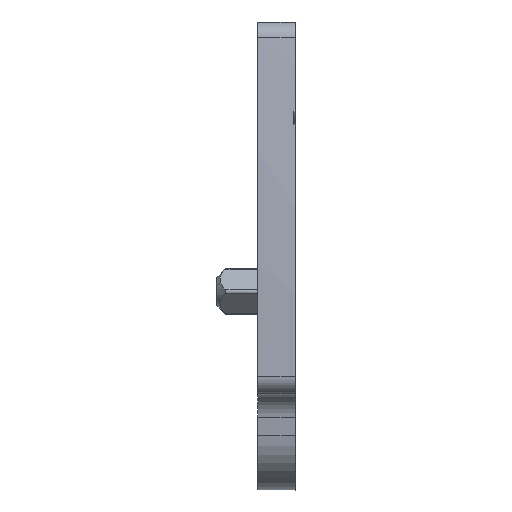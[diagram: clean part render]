
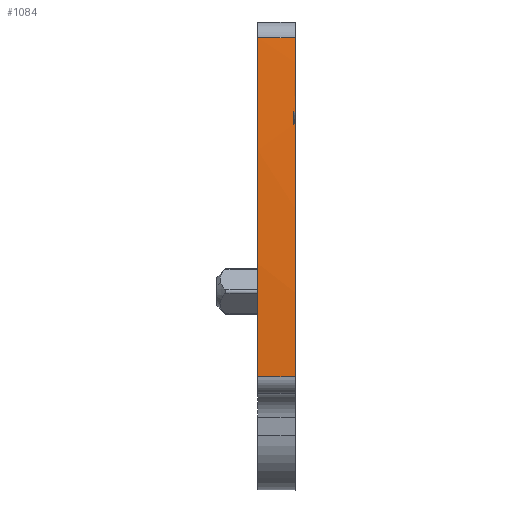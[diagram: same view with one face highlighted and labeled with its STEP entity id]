
A CAD part, front view. The second image highlights one B-rep face of the part: STEP entity #1084.
In plain terms, the highlighted cylindrical face has radius 122.182 mm (diameter 244.364 mm), a partial arc.
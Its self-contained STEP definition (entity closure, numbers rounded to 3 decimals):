
#236=AXIS2_PLACEMENT_3D('Circle Axis2P3D',#234,#235,$) ;
#1032=AXIS2_PLACEMENT_3D('Cylinder Axis2P3D',#1029,#1030,#1031) ;
#1036=AXIS2_PLACEMENT_3D('Circle Axis2P3D',#1034,#1035,$) ;
#1050=AXIS2_PLACEMENT_3D('Circle Axis2P3D',#1048,#1049,$) ;
#1064=AXIS2_PLACEMENT_3D('Circle Axis2P3D',#1062,#1063,$) ;
#231=CARTESIAN_POINT('Vertex',(2.3,0.056,6.37)) ;
#234=CARTESIAN_POINT('Axis2P3D Location',(2.3,122.182,10.056)) ;
#238=CARTESIAN_POINT('Vertex',(2.3,0.971,25.426)) ;
#1014=CARTESIAN_POINT('Vertex',(4.4,0.056,6.37)) ;
#1017=CARTESIAN_POINT('Line Origine',(3.35,0.056,6.37)) ;
#1029=CARTESIAN_POINT('Axis2P3D Location',(3.35,122.182,10.056)) ;
#1034=CARTESIAN_POINT('Axis2P3D Location',(4.4,122.182,10.056)) ;
#1038=CARTESIAN_POINT('Vertex',(4.4,0.452,20.55)) ;
#1041=CARTESIAN_POINT('Line Origine',(3.35,0.452,20.55)) ;
#1045=CARTESIAN_POINT('Vertex',(4.3,0.452,20.55)) ;
#1048=CARTESIAN_POINT('Axis2P3D Location',(4.3,122.182,10.056)) ;
#1052=CARTESIAN_POINT('Vertex',(4.3,0.514,21.25)) ;
#1055=CARTESIAN_POINT('Line Origine',(3.35,0.514,21.25)) ;
#1059=CARTESIAN_POINT('Vertex',(4.4,0.514,21.25)) ;
#1062=CARTESIAN_POINT('Axis2P3D Location',(4.4,122.182,10.056)) ;
#1066=CARTESIAN_POINT('Vertex',(4.4,0.971,25.426)) ;
#1069=CARTESIAN_POINT('Line Origine',(3.35,0.971,25.426)) ;
#235=DIRECTION('Axis2P3D Direction',(1.,0.,0.)) ;
#1018=DIRECTION('Vector Direction',(1.,0.,0.)) ;
#1030=DIRECTION('Axis2P3D Direction',(1.,0.,0.)) ;
#1031=DIRECTION('Axis2P3D XDirection',(0.,-0.992,0.126)) ;
#1035=DIRECTION('Axis2P3D Direction',(1.,0.,0.)) ;
#1042=DIRECTION('Vector Direction',(1.,0.,0.)) ;
#1049=DIRECTION('Axis2P3D Direction',(1.,0.,0.)) ;
#1056=DIRECTION('Vector Direction',(1.,0.,0.)) ;
#1063=DIRECTION('Axis2P3D Direction',(1.,0.,0.)) ;
#1070=DIRECTION('Vector Direction',(1.,0.,0.)) ;
#1019=VECTOR('Line Direction',#1018,1.) ;
#1043=VECTOR('Line Direction',#1042,1.) ;
#1057=VECTOR('Line Direction',#1056,1.) ;
#1071=VECTOR('Line Direction',#1070,1.) ;
#1075=ORIENTED_EDGE('',*,*,#1021,.T.) ;
#1076=ORIENTED_EDGE('',*,*,#1040,.F.) ;
#1077=ORIENTED_EDGE('',*,*,#1047,.T.) ;
#1078=ORIENTED_EDGE('',*,*,#1054,.F.) ;
#1079=ORIENTED_EDGE('',*,*,#1061,.F.) ;
#1080=ORIENTED_EDGE('',*,*,#1068,.F.) ;
#1081=ORIENTED_EDGE('',*,*,#1073,.F.) ;
#1082=ORIENTED_EDGE('',*,*,#240,.F.) ;
#1084=ADVANCED_FACE('AEP',(#1083),#1033,.T.) ;
#237=CIRCLE('generated circle',#236,122.182) ;
#1037=CIRCLE('generated circle',#1036,122.182) ;
#1051=CIRCLE('generated circle',#1050,122.182) ;
#1065=CIRCLE('generated circle',#1064,122.182) ;
#1033=CYLINDRICAL_SURFACE('generated cylinder',#1032,122.182) ;
#240=EDGE_CURVE('',#232,#239,#237,.F.) ;
#1021=EDGE_CURVE('',#232,#1015,#1020,.T.) ;
#1040=EDGE_CURVE('',#1039,#1015,#1037,.T.) ;
#1047=EDGE_CURVE('',#1039,#1046,#1044,.F.) ;
#1054=EDGE_CURVE('',#1053,#1046,#1051,.T.) ;
#1061=EDGE_CURVE('',#1060,#1053,#1058,.F.) ;
#1068=EDGE_CURVE('',#1067,#1060,#1065,.T.) ;
#1073=EDGE_CURVE('',#239,#1067,#1072,.T.) ;
#1074=EDGE_LOOP('',(#1075,#1076,#1077,#1078,#1079,#1080,#1081,#1082)) ;
#1083=FACE_OUTER_BOUND('',#1074,.T.) ;
#1020=LINE('Line',#1017,#1019) ;
#1044=LINE('Line',#1041,#1043) ;
#1058=LINE('Line',#1055,#1057) ;
#1072=LINE('Line',#1069,#1071) ;
#232=VERTEX_POINT('',#231) ;
#239=VERTEX_POINT('',#238) ;
#1015=VERTEX_POINT('',#1014) ;
#1039=VERTEX_POINT('',#1038) ;
#1046=VERTEX_POINT('',#1045) ;
#1053=VERTEX_POINT('',#1052) ;
#1060=VERTEX_POINT('',#1059) ;
#1067=VERTEX_POINT('',#1066) ;
